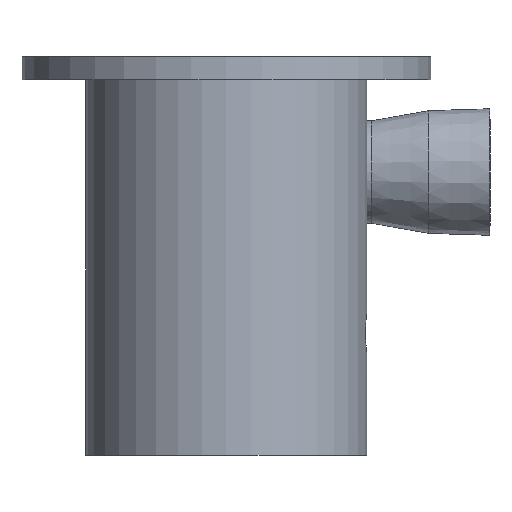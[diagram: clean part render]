
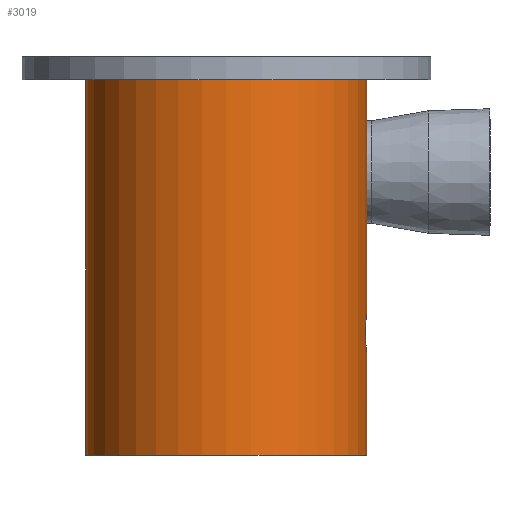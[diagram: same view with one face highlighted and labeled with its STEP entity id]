
A CAD part, front view. The second image highlights one B-rep face of the part: STEP entity #3019.
In plain terms, the highlighted cylindrical face has radius 34.925 mm (diameter 69.85 mm), a partial arc.
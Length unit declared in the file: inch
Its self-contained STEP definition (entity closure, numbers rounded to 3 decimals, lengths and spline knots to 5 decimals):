
#65 = DIRECTION ( 'NONE',  ( 1., 0., 0. ) ) ;
#75 = CARTESIAN_POINT ( 'NONE',  ( 1.375, 0., -2.4755 ) ) ;
#207 = FACE_OUTER_BOUND ( 'NONE', #5020, .T. ) ;
#257 = DIRECTION ( 'NONE',  ( 0., 0., 1. ) ) ;
#272 = CARTESIAN_POINT ( 'NONE',  ( 1.375, 0., 1.2 ) ) ;
#344 = CARTESIAN_POINT ( 'NONE',  ( 1.3694, -0.12444, -1.11279 ) ) ;
#464 = CARTESIAN_POINT ( 'NONE',  ( 1.36291, -0.18203, -1.36486 ) ) ;
#535 = CARTESIAN_POINT ( 'NONE',  ( 1.36554, -0.16115, -1.39874 ) ) ;
#624 = CARTESIAN_POINT ( 'NONE',  ( 1.37117, -0.10266, -1.45443 ) ) ;
#638 = AXIS2_PLACEMENT_3D ( 'NONE', #4859, #3825, #7019 ) ;
#647 = CARTESIAN_POINT ( 'NONE',  ( 1.375, 0., -1.4855 ) ) ;
#807 = CARTESIAN_POINT ( 'NONE',  ( 1.37344, -0.06664, -1.07753 ) ) ;
#811 = EDGE_CURVE ( 'NONE', #4557, #4652, #1773, .T. ) ;
#918 = ORIENTED_EDGE ( 'NONE', *, *, #1537, .T. ) ;
#976 = VERTEX_POINT ( 'NONE', #3753 ) ;
#1030 = CARTESIAN_POINT ( 'NONE',  ( 1.36154, -0.192, -1.21036 ) ) ;
#1032 = B_SPLINE_CURVE_WITH_KNOTS ( 'NONE', 3,
 ( #4687, #5790, #5121, #4163, #5255, #4553, #6722, #1030, #4338, #5864, #2590, #4268, #3732, #3696, #2663, #464, #6894, #535, #5366, #5294 ),
 .UNSPECIFIED., .F., .F.,
 ( 4, 2, 2, 2, 2, 2, 2, 2, 2, 4 ),
 ( 0., 0.00101, 0.00151, 0.00201, 0.00301, 0.00401, 0.00502, 0.00602, 0.00702, 0.00803 ),
 .UNSPECIFIED. ) ;
#1225 = CARTESIAN_POINT ( 'NONE',  ( 1.37238, -0.08509, -1.46474 ) ) ;
#1335 = CARTESIAN_POINT ( 'NONE',  ( 1.37479, -0.02734, -1.06706 ) ) ;
#1383 = B_SPLINE_CURVE_WITH_KNOTS ( 'NONE', 3,
 ( #6746, #4041, #1335, #5677, #807, #5146, #1517, #344, #2539, #3080 ),
 .UNSPECIFIED., .F., .F.,
 ( 4, 2, 2, 2, 4 ),
 ( 0.00443, 0.00546, 0.0065, 0.00753, 0.00857 ),
 .UNSPECIFIED. ) ;
#1459 = DIRECTION ( 'NONE',  ( 0., 0., 1. ) ) ;
#1517 = CARTESIAN_POINT ( 'NONE',  ( 1.37119, -0.10291, -1.09632 ) ) ;
#1537 = EDGE_CURVE ( 'NONE', #2455, #4652, #3783, .T. ) ;
#1672 = EDGE_CURVE ( 'NONE', #4251, #4159, #6695, .T. ) ;
#1705 = CIRCLE ( 'NONE', #3859, 1.375 ) ;
#1759 = CARTESIAN_POINT ( 'NONE',  ( 1.375, -0.0136, -1.4855 ) ) ;
#1773 = CIRCLE ( 'NONE', #638, 1.375 ) ;
#1794 = EDGE_CURVE ( 'NONE', #6103, #4557, #5833, .T. ) ;
#2025 = ORIENTED_EDGE ( 'NONE', *, *, #5837, .F. ) ;
#2068 = ORIENTED_EDGE ( 'NONE', *, *, #3771, .T. ) ;
#2178 = DIRECTION ( 'NONE',  ( 0., 0., 1. ) ) ;
#2252 = CARTESIAN_POINT ( 'NONE',  ( 1.37421, -0.04712, -1.47945 ) ) ;
#2282 = CARTESIAN_POINT ( 'NONE',  ( 1.375, 0., -0.7255 ) ) ;
#2438 = VECTOR ( 'NONE', #1459, 39.37008 ) ;
#2455 = VERTEX_POINT ( 'NONE', #5750 ) ;
#2539 = CARTESIAN_POINT ( 'NONE',  ( 1.36844, -0.13447, -1.12223 ) ) ;
#2590 = CARTESIAN_POINT ( 'NONE',  ( 1.36004, -0.20226, -1.26224 ) ) ;
#2663 = CARTESIAN_POINT ( 'NONE',  ( 1.36153, -0.19203, -1.34054 ) ) ;
#2717 = CARTESIAN_POINT ( 'NONE',  ( 1.375, 0., -0.7255 ) ) ;
#2767 = CARTESIAN_POINT ( 'NONE',  ( 0., 0., -0.7255 ) ) ;
#2788 = CARTESIAN_POINT ( 'NONE',  ( 1.3748, -0.02708, -1.48399 ) ) ;
#2962 = VERTEX_POINT ( 'NONE', #5536 ) ;
#3019 = ADVANCED_FACE ( 'NONE', ( #207 ), #5605, .T. ) ;
#3080 = CARTESIAN_POINT ( 'NONE',  ( 1.3675, -0.14342, -1.13254 ) ) ;
#3098 = CARTESIAN_POINT ( 'NONE',  ( -1.375, 0., -0.7255 ) ) ;
#3246 = DIRECTION ( 'NONE',  ( 0., 0., 1. ) ) ;
#3358 = CARTESIAN_POINT ( 'NONE',  ( 1.36939, -0.12461, -1.43808 ) ) ;
#3510 = AXIS2_PLACEMENT_3D ( 'NONE', #2767, #6032, #65 ) ;
#3693 = CARTESIAN_POINT ( 'NONE',  ( -1.375, 0., 1.2 ) ) ;
#3696 = CARTESIAN_POINT ( 'NONE',  ( 1.36098, -0.19588, -1.32777 ) ) ;
#3732 = CARTESIAN_POINT ( 'NONE',  ( 1.36023, -0.20101, -1.30172 ) ) ;
#3753 = CARTESIAN_POINT ( 'NONE',  ( 1.3675, -0.14342, -1.41846 ) ) ;
#3771 = EDGE_CURVE ( 'NONE', #6103, #4251, #1705, .T. ) ;
#3783 = LINE ( 'NONE', #2717, #5394 ) ;
#3825 = DIRECTION ( 'NONE',  ( 0., 0., 1. ) ) ;
#3859 = AXIS2_PLACEMENT_3D ( 'NONE', #4215, #3246, #5416 ) ;
#3869 = ORIENTED_EDGE ( 'NONE', *, *, #1794, .F. ) ;
#3962 = CARTESIAN_POINT ( 'NONE',  ( 1.3675, -0.14342, -1.41846 ) ) ;
#3998 = CARTESIAN_POINT ( 'NONE',  ( 1.375, 0., -1.4855 ) ) ;
#4041 = CARTESIAN_POINT ( 'NONE',  ( 1.375, -0.01356, -1.0655 ) ) ;
#4159 = VERTEX_POINT ( 'NONE', #647 ) ;
#4163 = CARTESIAN_POINT ( 'NONE',  ( 1.3642, -0.172, -1.16862 ) ) ;
#4178 = ORIENTED_EDGE ( 'NONE', *, *, #811, .F. ) ;
#4215 = CARTESIAN_POINT ( 'NONE',  ( 0., 0., -2.4755 ) ) ;
#4232 = ORIENTED_EDGE ( 'NONE', *, *, #1672, .T. ) ;
#4251 = VERTEX_POINT ( 'NONE', #75 ) ;
#4256 = B_SPLINE_CURVE_WITH_KNOTS ( 'NONE', 3,
 ( #3962, #6668, #3358, #5525, #624, #4433, #1225, #4962, #6093, #4925, #2252, #2788, #1759, #3998 ),
 .UNSPECIFIED., .F., .F.,
 ( 4, 2, 2, 2, 2, 2, 4 ),
 ( 0.00028, 0.00132, 0.00184, 0.00235, 0.00287, 0.00339, 0.00443 ),
 .UNSPECIFIED. ) ;
#4259 = CARTESIAN_POINT ( 'NONE',  ( -1.375, 0., -2.4755 ) ) ;
#4268 = CARTESIAN_POINT ( 'NONE',  ( 1.36004, -0.20227, -1.28861 ) ) ;
#4338 = CARTESIAN_POINT ( 'NONE',  ( 1.36099, -0.1958, -1.22295 ) ) ;
#4433 = CARTESIAN_POINT ( 'NONE',  ( 1.37199, -0.09105, -1.46152 ) ) ;
#4553 = CARTESIAN_POINT ( 'NONE',  ( 1.36296, -0.18159, -1.18596 ) ) ;
#4557 = VERTEX_POINT ( 'NONE', #3693 ) ;
#4652 = VERTEX_POINT ( 'NONE', #272 ) ;
#4687 = CARTESIAN_POINT ( 'NONE',  ( 1.3675, -0.14342, -1.13254 ) ) ;
#4843 = EDGE_CURVE ( 'NONE', #2455, #2962, #1383, .T. ) ;
#4857 = ORIENTED_EDGE ( 'NONE', *, *, #5360, .F. ) ;
#4859 = CARTESIAN_POINT ( 'NONE',  ( 0., 0., 1.2 ) ) ;
#4925 = CARTESIAN_POINT ( 'NONE',  ( 1.37396, -0.05375, -1.47755 ) ) ;
#4962 = CARTESIAN_POINT ( 'NONE',  ( 1.37308, -0.07286, -1.47052 ) ) ;
#5020 = EDGE_LOOP ( 'NONE', ( #3869, #2068, #4232, #2025, #4857, #6151, #918, #4178 ) ) ;
#5121 = CARTESIAN_POINT ( 'NONE',  ( 1.36555, -0.1611, -1.1522 ) ) ;
#5146 = CARTESIAN_POINT ( 'NONE',  ( 1.37202, -0.09137, -1.08924 ) ) ;
#5172 = VECTOR ( 'NONE', #257, 39.37008 ) ;
#5255 = CARTESIAN_POINT ( 'NONE',  ( 1.36377, -0.17537, -1.17427 ) ) ;
#5294 = CARTESIAN_POINT ( 'NONE',  ( 1.3675, -0.14342, -1.41846 ) ) ;
#5360 = EDGE_CURVE ( 'NONE', #2962, #976, #1032, .T. ) ;
#5366 = CARTESIAN_POINT ( 'NONE',  ( 1.36652, -0.1528, -1.40901 ) ) ;
#5394 = VECTOR ( 'NONE', #2178, 39.37008 ) ;
#5416 = DIRECTION ( 'NONE',  ( 1., 0., 0. ) ) ;
#5525 = CARTESIAN_POINT ( 'NONE',  ( 1.37074, -0.10834, -1.45053 ) ) ;
#5536 = CARTESIAN_POINT ( 'NONE',  ( 1.3675, -0.14342, -1.13254 ) ) ;
#5605 = CYLINDRICAL_SURFACE ( 'NONE', #3510, 1.375 ) ;
#5677 = CARTESIAN_POINT ( 'NONE',  ( 1.37401, -0.05376, -1.07307 ) ) ;
#5750 = CARTESIAN_POINT ( 'NONE',  ( 1.375, 0., -1.0655 ) ) ;
#5790 = CARTESIAN_POINT ( 'NONE',  ( 1.36652, -0.1528, -1.14199 ) ) ;
#5833 = LINE ( 'NONE', #3098, #2438 ) ;
#5837 = EDGE_CURVE ( 'NONE', #976, #4159, #4256, .T. ) ;
#5864 = CARTESIAN_POINT ( 'NONE',  ( 1.36024, -0.20094, -1.24884 ) ) ;
#6032 = DIRECTION ( 'NONE',  ( 0., 0., 1. ) ) ;
#6093 = CARTESIAN_POINT ( 'NONE',  ( 1.3734, -0.0666, -1.47309 ) ) ;
#6103 = VERTEX_POINT ( 'NONE', #4259 ) ;
#6151 = ORIENTED_EDGE ( 'NONE', *, *, #4843, .F. ) ;
#6668 = CARTESIAN_POINT ( 'NONE',  ( 1.36844, -0.13448, -1.42876 ) ) ;
#6695 = LINE ( 'NONE', #2282, #5172 ) ;
#6722 = CARTESIAN_POINT ( 'NONE',  ( 1.36258, -0.18444, -1.19201 ) ) ;
#6746 = CARTESIAN_POINT ( 'NONE',  ( 1.375, 0., -1.0655 ) ) ;
#6894 = CARTESIAN_POINT ( 'NONE',  ( 1.36373, -0.17583, -1.37659 ) ) ;
#7019 = DIRECTION ( 'NONE',  ( 1., 0., 0. ) ) ;
